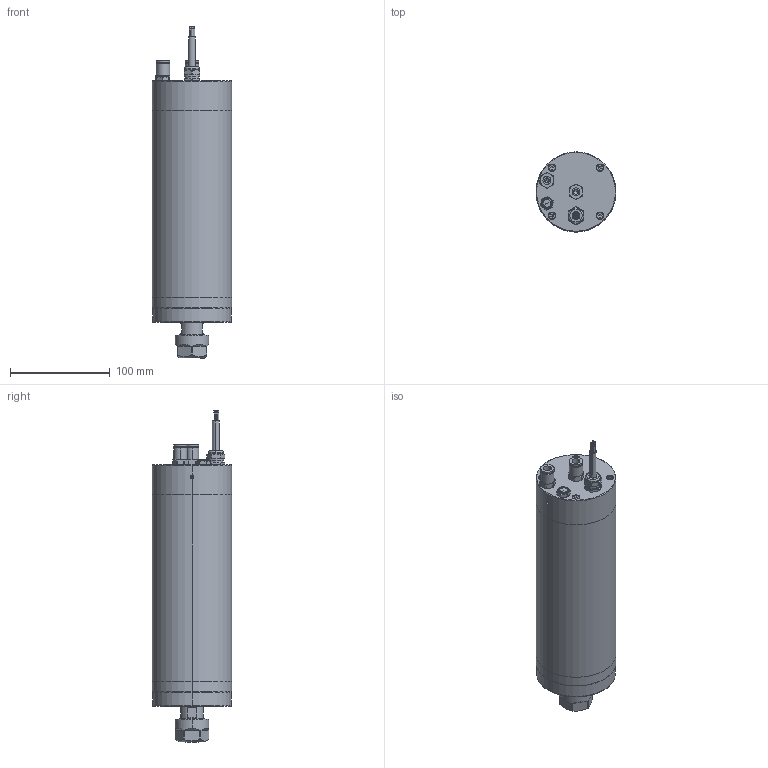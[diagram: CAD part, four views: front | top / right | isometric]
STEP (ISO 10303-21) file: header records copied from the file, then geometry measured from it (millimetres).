
FILE_DESCRIPTION (( 'STEP AP214' ), '1' );
FILE_NAME ('GDK80Y-15Z-2.5三维.STEP', '2025-03-14T07:34:47', ( '电脑' ), ( '' ), 'SwSTEP 2.0', 'SolidWorks 2018', '' );
FILE_SCHEMA (( 'AUTOMOTIVE_DESIGN' ));
Length unit declared in the file: millimetre
Products named in the file (42): 绕组; 萇擢尨砩; 儂褲; 儂褲窒璃; 綴粣創結啣; GBT70.1_M4¡Á10; ヶ粣創結啣; 粣創7005C; 綴蹟譫; 粣創7003C; 覃淕菜; ER20A蹟簽; GBT70.1_M4¡Á35; GDK80Y-15Z-2.5三维; 粣; 綴粣創釱; ヶ蹟譫; JBT7590_D35; 抯玹峎誘杶; 棠詩; 詩杶; 路棠遠; ER20-12標簽; 嫩猾; 傷窒橈埽喳え; GBT78_M4｡ﾁ4; 滅鳥欶; 蛌赽粣; 蛌赽窒璃; YONG RUI D8辦脣ァ郲RC1-8; 秏秞ん-BSLM01; ER20-12芠標; ヶ裔; GBT70.1_M4¡Á16; 堤盄釱; GBT70.1_M3¡Á10; 隅赽沺陑; 隅赽窒璃; 傷裔; 隅赽喳え ...
Assembly tree (84 placements, depth 4):
  GDK80Y-15Z-2.5三维
    儂褲窒璃
      儂褲
      詩杶
    隅赽窒璃
      隅赽沺陑
        隅赽喳え
        傷窒橈埽喳え  x2
      绕组
      隅赽嫩猾
    蛌赽粣
      粣
      蛌赽窒璃
        路棠遠  x2
        棠詩  x16
        嫩猾
        抯玹峎誘杶
      粣創7003C  x2
      綴蹟譫
      JBT7590_D35
      覃淕菜
      粣創7005C  x2
    綴粣創釱
    堤盄釱
    綴粣創結啣
    傷裔
    ヶ粣創結啣
    ヶ蹟譫
    ヶ裔
    滅鳥欶
    ER20-12標簽
      ER20A蹟簽
      ER20-12芠標
    YONG RUI D8辦脣ァ郲RC1-8  x2
    M12x1.25踢扽跡擘芛S16-耳8
    GBT70.1_M4¡Á10  x9
    GBT70.1_M4¡Á35  x4
    GBT70.1_M4¡Á16  x4
    GBT70.1_M3¡Á10  x10
    萇擢尨砩
    GBT78_M4｡ﾁ4
    秏秞ん-BSLM01
Bounding box: 80 x 80 x 332.66 mm (x, y, z)
Volume: 1076921.4 mm3; surface area: 562709.7 mm2
Topology: 141 solids, 141 shells, 3732 faces, 9419 edges, 5625 vertices
Faces by surface type: cylinder 1363, plane 1179, cone 437, sphere 426, torus 301, bspline 26
Entity records: 85605 total; most frequent: CARTESIAN_POINT 19718, DIRECTION 14022, ORIENTED_EDGE 12378, EDGE_CURVE 6189, AXIS2_PLACEMENT_3D 5585, VERTEX_POINT 3772, CIRCLE 2986, LINE 2852
